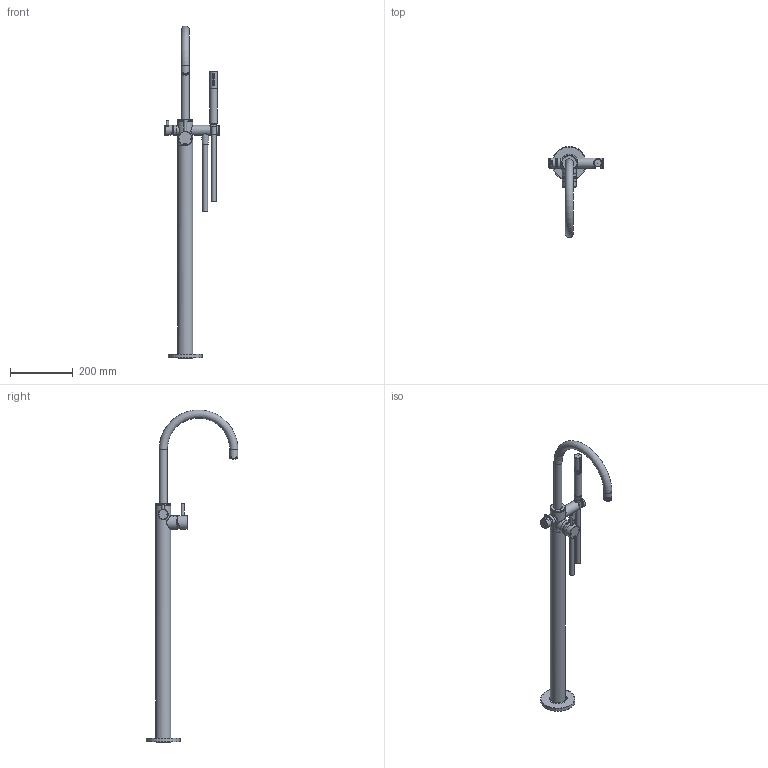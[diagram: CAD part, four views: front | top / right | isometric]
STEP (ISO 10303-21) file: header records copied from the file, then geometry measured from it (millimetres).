
FILE_DESCRIPTION(/* description */ ('Unknown'),/* implementation_level */ '2;1');
FILE_NAME(/* name */ 'CB177',/* time_stamp */ '2023-11-20T10:20:50+01:00',/* author */ ('Unknown'),/* organization */ ('Unknown'),/* preprocessor_version */ 'ST-DEVELOPER v18.102',/* originating_system */ 'Solid Edge',/* authorisation */ 'Unknown');
FILE_SCHEMA (('AUTOMOTIVE_DESIGN {1 0 10303 214 3 1 1}'));
Length unit declared in the file: millimetre
Products named in the file (30): CB177EXT-00; B002-03; CB077-18; CB177-004_oa_0; CB177-20; CB177-16; CB177-007_oa_1; CB177-04; CB177-02; CB177-03; B077-18; B077-004; B077-24; B077-33; B077-001_oa_2; B077-27; B077-28; CB077-001_oa_3; B077-20; B077-45; CB177-001_oa_4; L044-24; CB177-06; M352-00_oa_5; MNP0003TO pom; TUB0130ST_SOLID_1; M352-01; M015-001; CB177-003_oa_6; CB177-11
Assembly tree (30 placements, depth 3):
  CB177EXT-00
    B002-03
    CB077-18
    CB177-004_oa_0
      CB177-20
      CB177-16
    CB177-007_oa_1
      CB177-04
      CB177-02
      CB177-03
      B077-18
    B077-004
      B077-24
      B077-33
    B077-001_oa_2
      B077-27
    B077-28
    CB077-001_oa_3
      B077-20
      B077-45
    CB177-001_oa_4
      L044-24
      CB177-06
    M352-00_oa_5
      MNP0003TO pom
      TUB0130ST_SOLID_1
      M352-01
    M015-001  x2
    CB177-003_oa_6
      CB177-11
Bounding box: 172.3 x 292.48 x 1059.04 mm (x, y, z)
Volume: 666966.2 mm3; surface area: 445773.1 mm2
Topology: 23 solids, 23 shells, 742 faces, 1818 edges, 1171 vertices
Faces by surface type: plane 309, cylinder 214, bspline 81, torus 64, cone 63, sphere 11
Full cylindrical faces by diameter (mm): 1.5 x23, 3.2 x1, 3.3 x1, 4 x2, 4.2 x2, 5 x1, 6 x1, 6.2 x1, 7 x1, 7.153 x1, 8 x2, 8.1 x1, 9 x2, 9.2 x1, 10 x1, 10.2 x1, 10.5 x1, 13 x2, 15 x4, 15.1 x1, 16 x1, 16.5 x2, 17 x1, 17.2 x2, 17.5 x1, 18 x1, 18.5 x1, 18.8 x1, 19 x1, 19.8 x2
Entity records: 27242 total; most frequent: CARTESIAN_POINT 7383, DIRECTION 3042, ORIENTED_EDGE 2926, EDGE_CURVE 1463, AXIS2_PLACEMENT_3D 1207, FACE_BOUND 1102, EDGE_LOOP 1097, VERTEX_POINT 1057
